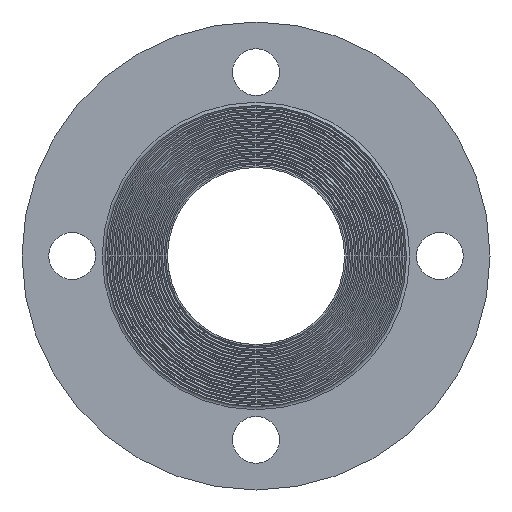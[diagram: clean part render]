
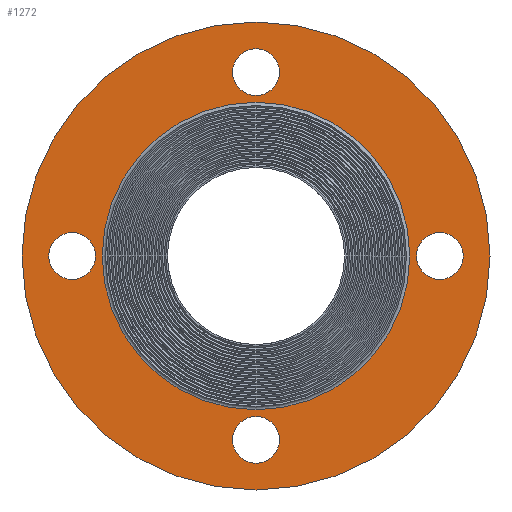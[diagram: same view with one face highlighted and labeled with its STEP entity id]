
A CAD part, left-side view. The second image highlights one B-rep face of the part: STEP entity #1272.
In plain terms, the highlighted planar face has unit normal (-1, 0, 0).
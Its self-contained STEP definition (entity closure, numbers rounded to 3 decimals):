
#15=FACE_BOUND('',#298,.T.);
#16=FACE_BOUND('',#299,.T.);
#17=FACE_BOUND('',#300,.T.);
#18=FACE_BOUND('',#301,.T.);
#19=FACE_BOUND('',#302,.T.);
#27=PLANE('',#1489);
#234=FACE_OUTER_BOUND('',#297,.T.);
#297=EDGE_LOOP('',(#1141,#1142));
#298=EDGE_LOOP('',(#1143));
#299=EDGE_LOOP('',(#1144));
#300=EDGE_LOOP('',(#1145));
#301=EDGE_LOOP('',(#1146));
#302=EDGE_LOOP('',(#1147,#1148));
#363=CIRCLE('',#1359,7.);
#366=CIRCLE('',#1363,7.);
#369=CIRCLE('',#1367,7.);
#372=CIRCLE('',#1371,7.);
#449=CIRCLE('',#1485,46.);
#450=CIRCLE('',#1486,46.);
#453=CIRCLE('',#1490,70.);
#454=CIRCLE('',#1491,70.);
#506=VERTEX_POINT('',#2093);
#509=VERTEX_POINT('',#2101);
#512=VERTEX_POINT('',#2109);
#515=VERTEX_POINT('',#2117);
#592=VERTEX_POINT('',#2344);
#593=VERTEX_POINT('',#2346);
#595=VERTEX_POINT('',#2353);
#596=VERTEX_POINT('',#2354);
#660=EDGE_CURVE('',#506,#506,#363,.T.);
#664=EDGE_CURVE('',#509,#509,#366,.T.);
#668=EDGE_CURVE('',#512,#512,#369,.T.);
#672=EDGE_CURVE('',#515,#515,#372,.T.);
#785=EDGE_CURVE('',#593,#592,#449,.T.);
#786=EDGE_CURVE('',#592,#593,#450,.T.);
#789=EDGE_CURVE('',#595,#596,#453,.T.);
#790=EDGE_CURVE('',#596,#595,#454,.T.);
#1141=ORIENTED_EDGE('',*,*,#789,.F.);
#1142=ORIENTED_EDGE('',*,*,#790,.F.);
#1143=ORIENTED_EDGE('',*,*,#660,.T.);
#1144=ORIENTED_EDGE('',*,*,#664,.T.);
#1145=ORIENTED_EDGE('',*,*,#668,.T.);
#1146=ORIENTED_EDGE('',*,*,#672,.T.);
#1147=ORIENTED_EDGE('',*,*,#785,.T.);
#1148=ORIENTED_EDGE('',*,*,#786,.T.);
#1272=ADVANCED_FACE('',(#234,#15,#16,#17,#18,#19),#27,.T.);
#1359=AXIS2_PLACEMENT_3D('',#2095,#1637,#1638);
#1363=AXIS2_PLACEMENT_3D('',#2103,#1646,#1647);
#1367=AXIS2_PLACEMENT_3D('',#2111,#1655,#1656);
#1371=AXIS2_PLACEMENT_3D('',#2119,#1664,#1665);
#1485=AXIS2_PLACEMENT_3D('',#2347,#1928,#1929);
#1486=AXIS2_PLACEMENT_3D('',#2348,#1930,#1931);
#1489=AXIS2_PLACEMENT_3D('',#2352,#1936,#1937);
#1490=AXIS2_PLACEMENT_3D('',#2355,#1938,#1939);
#1491=AXIS2_PLACEMENT_3D('',#2356,#1940,#1941);
#1637=DIRECTION('center_axis',(1.,0.,0.));
#1638=DIRECTION('ref_axis',(0.,0.,-1.));
#1646=DIRECTION('center_axis',(1.,0.,0.));
#1647=DIRECTION('ref_axis',(0.,0.,-1.));
#1655=DIRECTION('center_axis',(1.,0.,0.));
#1656=DIRECTION('ref_axis',(0.,0.,-1.));
#1664=DIRECTION('center_axis',(1.,0.,0.));
#1665=DIRECTION('ref_axis',(0.,0.,-1.));
#1928=DIRECTION('center_axis',(1.,0.,0.));
#1929=DIRECTION('ref_axis',(0.,1.,0.));
#1930=DIRECTION('center_axis',(1.,0.,0.));
#1931=DIRECTION('ref_axis',(0.,1.,0.));
#1936=DIRECTION('center_axis',(-1.,0.,0.));
#1937=DIRECTION('ref_axis',(0.,0.,1.));
#1938=DIRECTION('center_axis',(1.,0.,0.));
#1939=DIRECTION('ref_axis',(0.,1.,0.));
#1940=DIRECTION('center_axis',(1.,0.,0.));
#1941=DIRECTION('ref_axis',(0.,1.,0.));
#2093=CARTESIAN_POINT('',(0.,-55.,7.));
#2095=CARTESIAN_POINT('Origin',(0.,-55.,0.));
#2101=CARTESIAN_POINT('',(0.,0.,-48.));
#2103=CARTESIAN_POINT('Origin',(0.,0.,-55.));
#2109=CARTESIAN_POINT('',(0.,0.,62.));
#2111=CARTESIAN_POINT('Origin',(0.,0.,55.));
#2117=CARTESIAN_POINT('',(0.,55.,7.));
#2119=CARTESIAN_POINT('Origin',(0.,55.,0.));
#2344=CARTESIAN_POINT('',(0.,0.,46.));
#2346=CARTESIAN_POINT('',(0.,46.,0.));
#2347=CARTESIAN_POINT('Origin',(0.,0.,0.));
#2348=CARTESIAN_POINT('Origin',(0.,0.,0.));
#2352=CARTESIAN_POINT('Origin',(0.,58.,0.));
#2353=CARTESIAN_POINT('',(0.,70.,0.));
#2354=CARTESIAN_POINT('',(0.,-70.,0.));
#2355=CARTESIAN_POINT('Origin',(0.,0.,0.));
#2356=CARTESIAN_POINT('Origin',(0.,0.,0.));
